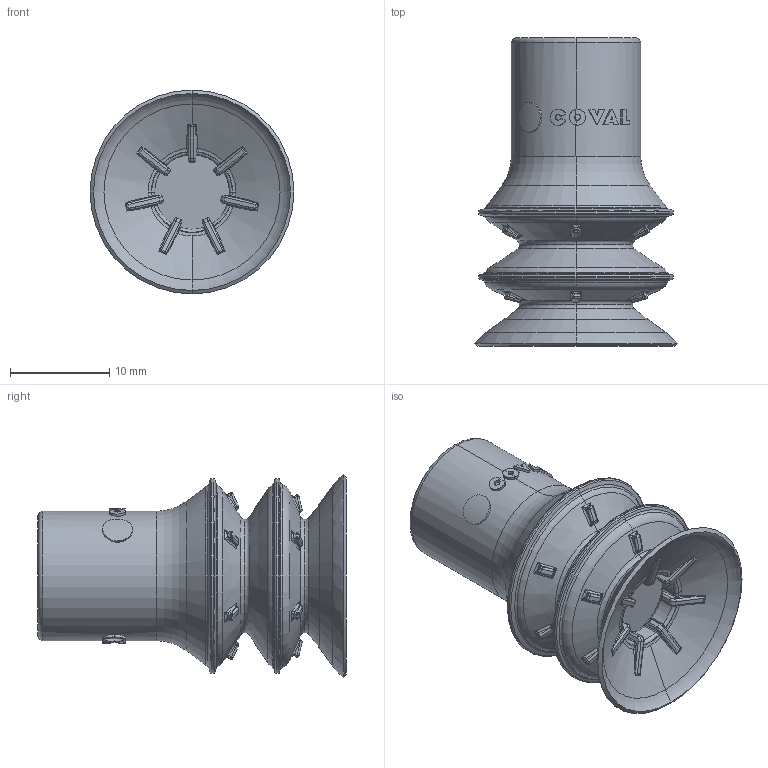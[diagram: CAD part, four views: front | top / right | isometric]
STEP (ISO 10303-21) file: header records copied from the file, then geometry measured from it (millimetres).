
FILE_DESCRIPTION(('STEP AP214'),'1');
FILE_NAME('COVAL_MVS202_5SIT5C.stp','2017-12-27T18:41:53',('TraceParts'),('TraceParts S.A.'),'Spatial InterOp 3D',' ',' ');
FILE_SCHEMA(('automotive_design'));
Length unit declared in the file: millimetre
Products named in the file (1): COVAL_MVS202_5SIT5C
Bounding box: 20.5 x 31 x 20.5 mm (x, y, z)
Volume: 4314.1 mm3; surface area: 2719.3 mm2
Topology: 1 solids, 1 shells, 864 faces, 2091 edges, 1153 vertices
Faces by surface type: bspline 272, cylinder 252, plane 122, sphere 120, torus 74, cone 24
Entity records: 39709 total; most frequent: CARTESIAN_POINT 15249, ORIENTED_EDGE 3990, DIRECTION 3280, EDGE_CURVE 1995, AXIS2_PLACEMENT_3D 1388, VERTEX_POINT 1153, EDGE_LOOP 884, STYLED_ITEM 865
